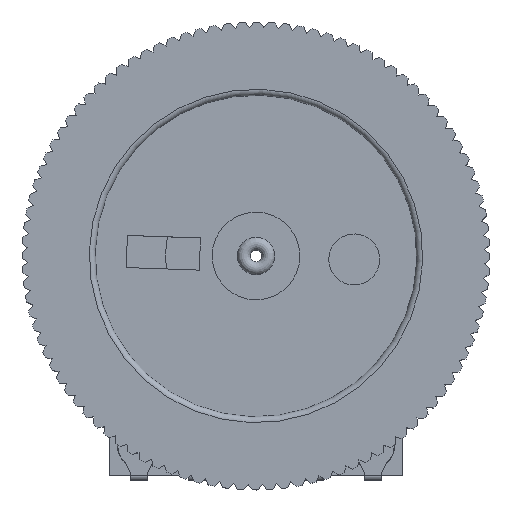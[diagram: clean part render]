
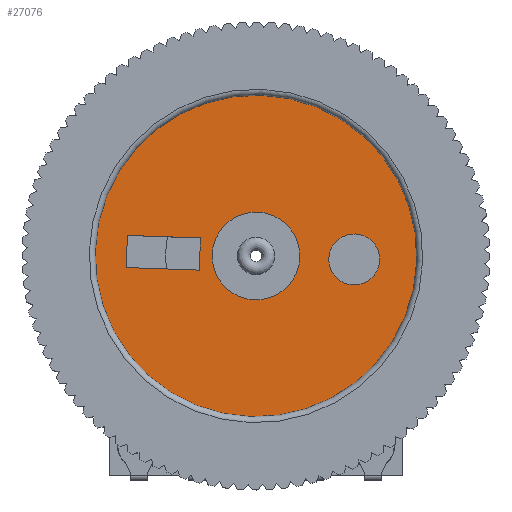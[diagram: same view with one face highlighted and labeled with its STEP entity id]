
A CAD part, top view. The second image highlights one B-rep face of the part: STEP entity #27076.
In plain terms, the highlighted planar face has unit normal (0, 0, 1).
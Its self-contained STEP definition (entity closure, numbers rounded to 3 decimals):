
#26311 = CYLINDRICAL_SURFACE('',#26312,5.5);
#26312 = AXIS2_PLACEMENT_3D('',#26313,#26314,#26315);
#26313 = CARTESIAN_POINT('',(0.,0.,2.));
#26314 = DIRECTION('',(0.,0.,1.));
#26315 = DIRECTION('',(1.,0.,0.));
#26646 = PLANE('',#26647);
#26647 = AXIS2_PLACEMENT_3D('',#26648,#26649,#26650);
#26648 = CARTESIAN_POINT('',(-0.55,-4.42,1.));
#26649 = DIRECTION('',(1.,0.,0.));
#26650 = DIRECTION('',(0.,1.,0.));
#26674 = PLANE('',#26675);
#26675 = AXIS2_PLACEMENT_3D('',#26676,#26677,#26678);
#26676 = CARTESIAN_POINT('',(-0.55,-1.92,1.));
#26677 = DIRECTION('',(0.,-1.,0.));
#26678 = DIRECTION('',(1.,0.,0.));
#26702 = PLANE('',#26703);
#26703 = AXIS2_PLACEMENT_3D('',#26704,#26705,#26706);
#26704 = CARTESIAN_POINT('',(0.55,-1.92,1.));
#26705 = DIRECTION('',(-1.,0.,0.));
#26706 = DIRECTION('',(0.,-1.,0.));
#26728 = PLANE('',#26729);
#26729 = AXIS2_PLACEMENT_3D('',#26730,#26731,#26732);
#26730 = CARTESIAN_POINT('',(0.55,-4.42,1.));
#26731 = DIRECTION('',(0.,1.,0.));
#26732 = DIRECTION('',(-1.,0.,0.));
#26775 = VERTEX_POINT('',#26776);
#26776 = CARTESIAN_POINT('',(5.5,0.,1.));
#26797 = EDGE_CURVE('',#26775,#26775,#26798,.T.);
#26798 = SURFACE_CURVE('',#26799,(#26804,#26811),.PCURVE_S1.);
#26799 = CIRCLE('',#26800,5.5);
#26800 = AXIS2_PLACEMENT_3D('',#26801,#26802,#26803);
#26801 = CARTESIAN_POINT('',(0.,0.,1.));
#26802 = DIRECTION('',(0.,0.,1.));
#26803 = DIRECTION('',(1.,0.,0.));
#26804 = PCURVE('',#26311,#26805);
#26805 = DEFINITIONAL_REPRESENTATION('',(#26806),#26810);
#26806 = LINE('',#26807,#26808);
#26807 = CARTESIAN_POINT('',(0.,-1.));
#26808 = VECTOR('',#26809,1.);
#26809 = DIRECTION('',(1.,0.));
#26810 = ( GEOMETRIC_REPRESENTATION_CONTEXT(2) 
PARAMETRIC_REPRESENTATION_CONTEXT() REPRESENTATION_CONTEXT('2D SPACE',''
  ) );
#26811 = PCURVE('',#26812,#26817);
#26812 = PLANE('',#26813);
#26813 = AXIS2_PLACEMENT_3D('',#26814,#26815,#26816);
#26814 = CARTESIAN_POINT('',(0.,0.,1.));
#26815 = DIRECTION('',(0.,0.,1.));
#26816 = DIRECTION('',(1.,0.,0.));
#26817 = DEFINITIONAL_REPRESENTATION('',(#26818),#26822);
#26818 = CIRCLE('',#26819,5.5);
#26819 = AXIS2_PLACEMENT_2D('',#26820,#26821);
#26820 = CARTESIAN_POINT('',(0.,0.));
#26821 = DIRECTION('',(1.,0.));
#26822 = ( GEOMETRIC_REPRESENTATION_CONTEXT(2) 
PARAMETRIC_REPRESENTATION_CONTEXT() REPRESENTATION_CONTEXT('2D SPACE',''
  ) );
#26829 = EDGE_CURVE('',#26830,#26832,#26834,.T.);
#26830 = VERTEX_POINT('',#26831);
#26831 = CARTESIAN_POINT('',(-0.55,-4.42,1.));
#26832 = VERTEX_POINT('',#26833);
#26833 = CARTESIAN_POINT('',(-0.55,-1.92,1.));
#26834 = SURFACE_CURVE('',#26835,(#26839,#26846),.PCURVE_S1.);
#26835 = LINE('',#26836,#26837);
#26836 = CARTESIAN_POINT('',(-0.55,-4.42,1.));
#26837 = VECTOR('',#26838,1.);
#26838 = DIRECTION('',(0.,1.,0.));
#26839 = PCURVE('',#26646,#26840);
#26840 = DEFINITIONAL_REPRESENTATION('',(#26841),#26845);
#26841 = LINE('',#26842,#26843);
#26842 = CARTESIAN_POINT('',(0.,0.));
#26843 = VECTOR('',#26844,1.);
#26844 = DIRECTION('',(1.,0.));
#26845 = ( GEOMETRIC_REPRESENTATION_CONTEXT(2) 
PARAMETRIC_REPRESENTATION_CONTEXT() REPRESENTATION_CONTEXT('2D SPACE',''
  ) );
#26846 = PCURVE('',#26812,#26847);
#26847 = DEFINITIONAL_REPRESENTATION('',(#26848),#26852);
#26848 = LINE('',#26849,#26850);
#26849 = CARTESIAN_POINT('',(-0.55,-4.42));
#26850 = VECTOR('',#26851,1.);
#26851 = DIRECTION('',(0.,1.));
#26852 = ( GEOMETRIC_REPRESENTATION_CONTEXT(2) 
PARAMETRIC_REPRESENTATION_CONTEXT() REPRESENTATION_CONTEXT('2D SPACE',''
  ) );
#26900 = EDGE_CURVE('',#26901,#26830,#26903,.T.);
#26901 = VERTEX_POINT('',#26902);
#26902 = CARTESIAN_POINT('',(0.55,-4.42,1.));
#26903 = SURFACE_CURVE('',#26904,(#26908,#26915),.PCURVE_S1.);
#26904 = LINE('',#26905,#26906);
#26905 = CARTESIAN_POINT('',(0.55,-4.42,1.));
#26906 = VECTOR('',#26907,1.);
#26907 = DIRECTION('',(-1.,0.,0.));
#26908 = PCURVE('',#26728,#26909);
#26909 = DEFINITIONAL_REPRESENTATION('',(#26910),#26914);
#26910 = LINE('',#26911,#26912);
#26911 = CARTESIAN_POINT('',(0.,0.));
#26912 = VECTOR('',#26913,1.);
#26913 = DIRECTION('',(1.,0.));
#26914 = ( GEOMETRIC_REPRESENTATION_CONTEXT(2) 
PARAMETRIC_REPRESENTATION_CONTEXT() REPRESENTATION_CONTEXT('2D SPACE',''
  ) );
#26915 = PCURVE('',#26812,#26916);
#26916 = DEFINITIONAL_REPRESENTATION('',(#26917),#26921);
#26917 = LINE('',#26918,#26919);
#26918 = CARTESIAN_POINT('',(0.55,-4.42));
#26919 = VECTOR('',#26920,1.);
#26920 = DIRECTION('',(-1.,0.));
#26921 = ( GEOMETRIC_REPRESENTATION_CONTEXT(2) 
PARAMETRIC_REPRESENTATION_CONTEXT() REPRESENTATION_CONTEXT('2D SPACE',''
  ) );
#26949 = EDGE_CURVE('',#26832,#26950,#26952,.T.);
#26950 = VERTEX_POINT('',#26951);
#26951 = CARTESIAN_POINT('',(0.55,-1.92,1.));
#26952 = SURFACE_CURVE('',#26953,(#26957,#26964),.PCURVE_S1.);
#26953 = LINE('',#26954,#26955);
#26954 = CARTESIAN_POINT('',(-0.55,-1.92,1.));
#26955 = VECTOR('',#26956,1.);
#26956 = DIRECTION('',(1.,0.,0.));
#26957 = PCURVE('',#26674,#26958);
#26958 = DEFINITIONAL_REPRESENTATION('',(#26959),#26963);
#26959 = LINE('',#26960,#26961);
#26960 = CARTESIAN_POINT('',(0.,0.));
#26961 = VECTOR('',#26962,1.);
#26962 = DIRECTION('',(1.,0.));
#26963 = ( GEOMETRIC_REPRESENTATION_CONTEXT(2) 
PARAMETRIC_REPRESENTATION_CONTEXT() REPRESENTATION_CONTEXT('2D SPACE',''
  ) );
#26964 = PCURVE('',#26812,#26965);
#26965 = DEFINITIONAL_REPRESENTATION('',(#26966),#26970);
#26966 = LINE('',#26967,#26968);
#26967 = CARTESIAN_POINT('',(-0.55,-1.92));
#26968 = VECTOR('',#26969,1.);
#26969 = DIRECTION('',(1.,0.));
#26970 = ( GEOMETRIC_REPRESENTATION_CONTEXT(2) 
PARAMETRIC_REPRESENTATION_CONTEXT() REPRESENTATION_CONTEXT('2D SPACE',''
  ) );
#26998 = EDGE_CURVE('',#26950,#26901,#26999,.T.);
#26999 = SURFACE_CURVE('',#27000,(#27004,#27011),.PCURVE_S1.);
#27000 = LINE('',#27001,#27002);
#27001 = CARTESIAN_POINT('',(0.55,-1.92,1.));
#27002 = VECTOR('',#27003,1.);
#27003 = DIRECTION('',(0.,-1.,0.));
#27004 = PCURVE('',#26702,#27005);
#27005 = DEFINITIONAL_REPRESENTATION('',(#27006),#27010);
#27006 = LINE('',#27007,#27008);
#27007 = CARTESIAN_POINT('',(0.,0.));
#27008 = VECTOR('',#27009,1.);
#27009 = DIRECTION('',(1.,0.));
#27010 = ( GEOMETRIC_REPRESENTATION_CONTEXT(2) 
PARAMETRIC_REPRESENTATION_CONTEXT() REPRESENTATION_CONTEXT('2D SPACE',''
  ) );
#27011 = PCURVE('',#26812,#27012);
#27012 = DEFINITIONAL_REPRESENTATION('',(#27013),#27017);
#27013 = LINE('',#27014,#27015);
#27014 = CARTESIAN_POINT('',(0.55,-1.92));
#27015 = VECTOR('',#27016,1.);
#27016 = DIRECTION('',(0.,-1.));
#27017 = ( GEOMETRIC_REPRESENTATION_CONTEXT(2) 
PARAMETRIC_REPRESENTATION_CONTEXT() REPRESENTATION_CONTEXT('2D SPACE',''
  ) );
#27076 = ADVANCED_FACE('',(#27077,#27080,#27086,#27117),#26812,.T.);
#27077 = FACE_BOUND('',#27078,.T.);
#27078 = EDGE_LOOP('',(#27079));
#27079 = ORIENTED_EDGE('',*,*,#26797,.T.);
#27080 = FACE_BOUND('',#27081,.T.);
#27081 = EDGE_LOOP('',(#27082,#27083,#27084,#27085));
#27082 = ORIENTED_EDGE('',*,*,#26829,.T.);
#27083 = ORIENTED_EDGE('',*,*,#26949,.T.);
#27084 = ORIENTED_EDGE('',*,*,#26998,.T.);
#27085 = ORIENTED_EDGE('',*,*,#26900,.T.);
#27086 = FACE_BOUND('',#27087,.T.);
#27087 = EDGE_LOOP('',(#27088));
#27088 = ORIENTED_EDGE('',*,*,#27089,.F.);
#27089 = EDGE_CURVE('',#27090,#27090,#27092,.T.);
#27090 = VERTEX_POINT('',#27091);
#27091 = CARTESIAN_POINT('',(1.5,0.,1.));
#27092 = SURFACE_CURVE('',#27093,(#27098,#27105),.PCURVE_S1.);
#27093 = CIRCLE('',#27094,1.5);
#27094 = AXIS2_PLACEMENT_3D('',#27095,#27096,#27097);
#27095 = CARTESIAN_POINT('',(0.,0.,1.));
#27096 = DIRECTION('',(0.,0.,1.));
#27097 = DIRECTION('',(1.,0.,0.));
#27098 = PCURVE('',#26812,#27099);
#27099 = DEFINITIONAL_REPRESENTATION('',(#27100),#27104);
#27100 = CIRCLE('',#27101,1.5);
#27101 = AXIS2_PLACEMENT_2D('',#27102,#27103);
#27102 = CARTESIAN_POINT('',(0.,0.));
#27103 = DIRECTION('',(1.,0.));
#27104 = ( GEOMETRIC_REPRESENTATION_CONTEXT(2) 
PARAMETRIC_REPRESENTATION_CONTEXT() REPRESENTATION_CONTEXT('2D SPACE',''
  ) );
#27105 = PCURVE('',#27106,#27111);
#27106 = CYLINDRICAL_SURFACE('',#27107,1.5);
#27107 = AXIS2_PLACEMENT_3D('',#27108,#27109,#27110);
#27108 = CARTESIAN_POINT('',(0.,0.,1.));
#27109 = DIRECTION('',(0.,0.,1.));
#27110 = DIRECTION('',(1.,0.,0.));
#27111 = DEFINITIONAL_REPRESENTATION('',(#27112),#27116);
#27112 = LINE('',#27113,#27114);
#27113 = CARTESIAN_POINT('',(0.,0.));
#27114 = VECTOR('',#27115,1.);
#27115 = DIRECTION('',(1.,0.));
#27116 = ( GEOMETRIC_REPRESENTATION_CONTEXT(2) 
PARAMETRIC_REPRESENTATION_CONTEXT() REPRESENTATION_CONTEXT('2D SPACE',''
  ) );
#27117 = FACE_BOUND('',#27118,.T.);
#27118 = EDGE_LOOP('',(#27119));
#27119 = ORIENTED_EDGE('',*,*,#27120,.F.);
#27120 = EDGE_CURVE('',#27121,#27121,#27123,.T.);
#27121 = VERTEX_POINT('',#27122);
#27122 = CARTESIAN_POINT('',(0.871,3.361,1.));
#27123 = SURFACE_CURVE('',#27124,(#27129,#27136),.PCURVE_S1.);
#27124 = CIRCLE('',#27125,0.871);
#27125 = AXIS2_PLACEMENT_3D('',#27126,#27127,#27128);
#27126 = CARTESIAN_POINT('',(0.,3.361,1.));
#27127 = DIRECTION('',(0.,0.,1.));
#27128 = DIRECTION('',(1.,0.,0.));
#27129 = PCURVE('',#26812,#27130);
#27130 = DEFINITIONAL_REPRESENTATION('',(#27131),#27135);
#27131 = CIRCLE('',#27132,0.871);
#27132 = AXIS2_PLACEMENT_2D('',#27133,#27134);
#27133 = CARTESIAN_POINT('',(0.,3.361));
#27134 = DIRECTION('',(1.,0.));
#27135 = ( GEOMETRIC_REPRESENTATION_CONTEXT(2) 
PARAMETRIC_REPRESENTATION_CONTEXT() REPRESENTATION_CONTEXT('2D SPACE',''
  ) );
#27136 = PCURVE('',#27137,#27142);
#27137 = CYLINDRICAL_SURFACE('',#27138,0.871);
#27138 = AXIS2_PLACEMENT_3D('',#27139,#27140,#27141);
#27139 = CARTESIAN_POINT('',(0.,3.361,1.));
#27140 = DIRECTION('',(0.,0.,1.));
#27141 = DIRECTION('',(1.,0.,0.));
#27142 = DEFINITIONAL_REPRESENTATION('',(#27143),#27147);
#27143 = LINE('',#27144,#27145);
#27144 = CARTESIAN_POINT('',(0.,0.));
#27145 = VECTOR('',#27146,1.);
#27146 = DIRECTION('',(1.,0.));
#27147 = ( GEOMETRIC_REPRESENTATION_CONTEXT(2) 
PARAMETRIC_REPRESENTATION_CONTEXT() REPRESENTATION_CONTEXT('2D SPACE',''
  ) );
